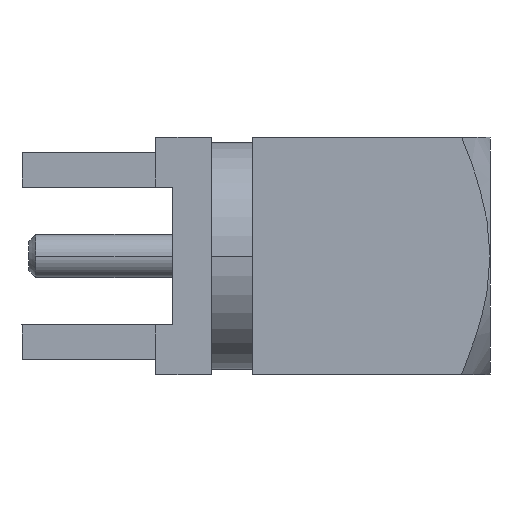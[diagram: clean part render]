
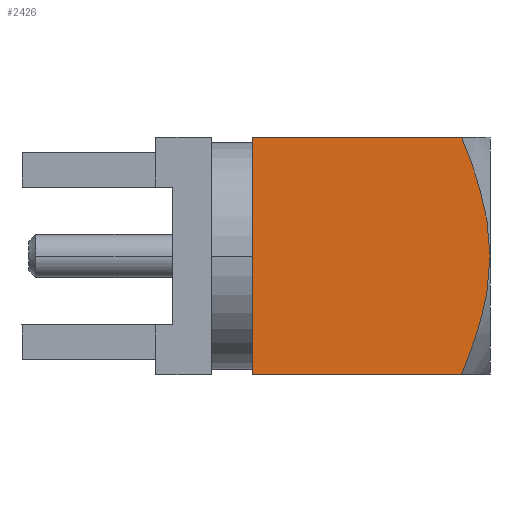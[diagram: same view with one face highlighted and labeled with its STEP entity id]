
A CAD part, left-side view. The second image highlights one B-rep face of the part: STEP entity #2426.
In plain terms, the highlighted planar face has unit normal (-1, 0, 0).
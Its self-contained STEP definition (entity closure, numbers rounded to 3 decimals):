
#109 = EDGE_CURVE ( 'NONE', #5555, #1208, #4003, .T. ) ;
#116 = ORIENTED_EDGE ( 'NONE', *, *, #109, .F. ) ;
#245 = VECTOR ( 'NONE', #5696, 1000. ) ;
#257 = FACE_OUTER_BOUND ( 'NONE', #4037, .T. ) ;
#439 = CARTESIAN_POINT ( 'NONE',  ( -3.499, -2.901, 2.897 ) ) ;
#470 = CARTESIAN_POINT ( 'NONE',  ( -3.5, -2.663, 3.5 ) ) ;
#645 = DIRECTION ( 'NONE',  ( -1., 0., 0. ) ) ;
#721 = VECTOR ( 'NONE', #1961, 1000. ) ;
#919 = CARTESIAN_POINT ( 'NONE',  ( -3.499, -3.09, 2.352 ) ) ;
#1010 = VECTOR ( 'NONE', #4123, 1000. ) ;
#1032 = CARTESIAN_POINT ( 'NONE',  ( -3.5, 3.5, -3.5 ) ) ;
#1077 = CARTESIAN_POINT ( 'NONE',  ( -3.5, -3.302, -1.606 ) ) ;
#1108 = CARTESIAN_POINT ( 'NONE',  ( -3.5, -2.663, -3.5 ) ) ;
#1168 = CARTESIAN_POINT ( 'NONE',  ( -3.5, -3.143, -2.186 ) ) ;
#1208 = VERTEX_POINT ( 'NONE', #5399 ) ;
#1249 = ORIENTED_EDGE ( 'NONE', *, *, #4907, .F. ) ;
#1329 = CARTESIAN_POINT ( 'NONE',  ( -3.5, -2.663, -3.5 ) ) ;
#1410 = CARTESIAN_POINT ( 'NONE',  ( -3.5, -3.5, 0. ) ) ;
#1428 = CARTESIAN_POINT ( 'NONE',  ( -3.5, -3.5, 0. ) ) ;
#1555 = CARTESIAN_POINT ( 'NONE',  ( -3.5, -3.498, -0.171 ) ) ;
#1577 = CARTESIAN_POINT ( 'NONE',  ( -3.5, -2.663, -3.5 ) ) ;
#1839 = CARTESIAN_POINT ( 'NONE',  ( -3.499, -3.316, 1.547 ) ) ;
#1911 = CARTESIAN_POINT ( 'NONE',  ( -3.5, 3.5, 3.5 ) ) ;
#1934 = VERTEX_POINT ( 'NONE', #2161 ) ;
#1961 = DIRECTION ( 'NONE',  ( 0., 0., 1. ) ) ;
#2062 = CARTESIAN_POINT ( 'NONE',  ( -3.499, -3.466, -0.675 ) ) ;
#2161 = CARTESIAN_POINT ( 'NONE',  ( -3.5, -2.663, 3.5 ) ) ;
#2233 = VERTEX_POINT ( 'NONE', #1410 ) ;
#2381 = CARTESIAN_POINT ( 'NONE',  ( -3.5, -3.379, 1.265 ) ) ;
#2426 = ADVANCED_FACE ( 'NONE', ( #257 ), #3639, .T. ) ;
#2471 = CARTESIAN_POINT ( 'NONE',  ( -3.5, -3.171, 2.09 ) ) ;
#2570 = CARTESIAN_POINT ( 'NONE',  ( -3.499, -3.446, -0.831 ) ) ;
#2712 = EDGE_CURVE ( 'NONE', #1208, #5590, #5856, .T. ) ;
#3020 = CARTESIAN_POINT ( 'NONE',  ( -3.5, -3.053, -2.462 ) ) ;
#3118 = B_SPLINE_CURVE_WITH_KNOTS ( 'NONE', 3,
 ( #470, #5866, #439, #919, #2471, #1839, #2381, #4782, #5835, #4344, #5802, #1428 ),
 .UNSPECIFIED., .F., .F.,
 ( 4, 2, 2, 2, 2, 4 ),
 ( 0., 0.25, 0.5, 0.75, 0.875, 1. ),
 .UNSPECIFIED. ) ;
#3499 = CARTESIAN_POINT ( 'NONE',  ( -3.5, -3.491, -0.341 ) ) ;
#3534 = CARTESIAN_POINT ( 'NONE',  ( -3.5, -2.719, -3.362 ) ) ;
#3564 = CARTESIAN_POINT ( 'NONE',  ( -3.5, -2.872, -2.967 ) ) ;
#3639 = PLANE ( 'NONE',  #4591 ) ;
#3657 = CARTESIAN_POINT ( 'NONE',  ( -3.5, 3.5, 3.5 ) ) ;
#3737 = B_SPLINE_CURVE_WITH_KNOTS ( 'NONE', 3,
 ( #4103, #5923, #1555, #3499, #5449, #2062, #2570, #5543, #1077, #1168, #3020, #4047, #3564, #4014, #3534, #1108 ),
 .UNSPECIFIED., .F., .F.,
 ( 4, 2, 2, 2, 2, 2, 2, 4 ),
 ( 0., 0.062, 0.125, 0.25, 0.5, 0.75, 0.875, 1. ),
 .UNSPECIFIED. ) ;
#4003 = LINE ( 'NONE', #1577, #1010 ) ;
#4014 = CARTESIAN_POINT ( 'NONE',  ( -3.5, -2.772, -3.228 ) ) ;
#4037 = EDGE_LOOP ( 'NONE', ( #5209, #4990, #5201, #116, #1249 ) ) ;
#4047 = CARTESIAN_POINT ( 'NONE',  ( -3.5, -2.918, -2.842 ) ) ;
#4103 = CARTESIAN_POINT ( 'NONE',  ( -3.5, -3.5, 0. ) ) ;
#4123 = DIRECTION ( 'NONE',  ( 0., 1., 0. ) ) ;
#4135 = LINE ( 'NONE', #3657, #245 ) ;
#4344 = CARTESIAN_POINT ( 'NONE',  ( -3.5, -3.493, 0.329 ) ) ;
#4591 = AXIS2_PLACEMENT_3D ( 'NONE', #5613, #645, #5528 ) ;
#4782 = CARTESIAN_POINT ( 'NONE',  ( -3.5, -3.449, 0.802 ) ) ;
#4907 = EDGE_CURVE ( 'NONE', #2233, #5555, #3737, .T. ) ;
#4990 = ORIENTED_EDGE ( 'NONE', *, *, #5019, .T. ) ;
#5019 = EDGE_CURVE ( 'NONE', #1934, #5590, #4135, .T. ) ;
#5201 = ORIENTED_EDGE ( 'NONE', *, *, #2712, .F. ) ;
#5209 = ORIENTED_EDGE ( 'NONE', *, *, #5735, .F. ) ;
#5399 = CARTESIAN_POINT ( 'NONE',  ( -3.5, 3.5, -3.5 ) ) ;
#5449 = CARTESIAN_POINT ( 'NONE',  ( -3.499, -3.486, -0.427 ) ) ;
#5528 = DIRECTION ( 'NONE',  ( 0., 0., 1. ) ) ;
#5543 = CARTESIAN_POINT ( 'NONE',  ( -3.5, -3.371, -1.302 ) ) ;
#5555 = VERTEX_POINT ( 'NONE', #1329 ) ;
#5590 = VERTEX_POINT ( 'NONE', #1911 ) ;
#5613 = CARTESIAN_POINT ( 'NONE',  ( -3.5, -3.5, -3.5 ) ) ;
#5696 = DIRECTION ( 'NONE',  ( 0., 1., 0. ) ) ;
#5735 = EDGE_CURVE ( 'NONE', #1934, #2233, #3118, .T. ) ;
#5802 = CARTESIAN_POINT ( 'NONE',  ( -3.5, -3.5, 0.163 ) ) ;
#5835 = CARTESIAN_POINT ( 'NONE',  ( -3.5, -3.468, 0.648 ) ) ;
#5856 = LINE ( 'NONE', #1032, #721 ) ;
#5866 = CARTESIAN_POINT ( 'NONE',  ( -3.5, -2.793, 3.181 ) ) ;
#5923 = CARTESIAN_POINT ( 'NONE',  ( -3.5, -3.5, -0.085 ) ) ;
